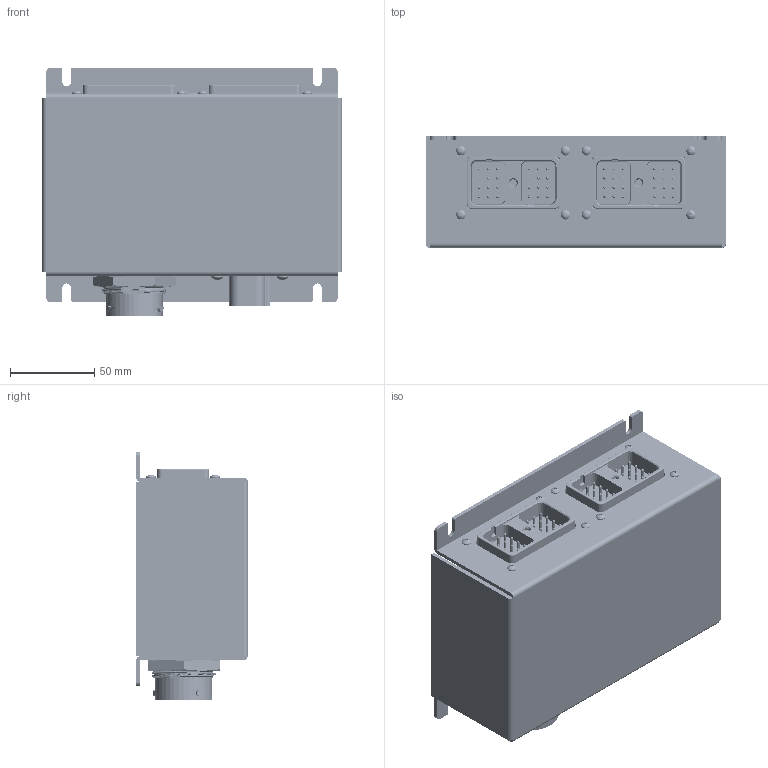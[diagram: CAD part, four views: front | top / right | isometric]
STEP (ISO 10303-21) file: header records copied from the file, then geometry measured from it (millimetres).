
FILE_DESCRIPTION (( 'STEP AP214' ), '1' );
FILE_NAME ('Valve Master.STEP', '2018-08-08T22:14:16', ( '' ), ( '' ), 'SwSTEP 2.0', 'SolidWorks 2014', '' );
FILE_SCHEMA (( 'AUTOMOTIVE_DESIGN' ));
Length unit declared in the file: inch
Products named in the file (14): Valve Master; 96001A264_18-8 SS TORX THREAD-FORMING SCREW FOR PLASTIC_96001A264; MirrorUser Library-TO220-7-1; c-dt04-6p-cl09-99-3d; 96001A206_18-8 SS TORX THREAD-FORMING SCREW FOR PLASTIC_96001A206; Part1^Valve Master; User Library-TO220-7-1; Part6^Valve Master; Part5^Valve Master; Part4^Valve Master; Assem2^Valve Master; c-2411-002-1805-99-3d; c-drc13-24pc-99-3d; c-hdp24-18-6pn-99-3d
Assembly tree (38 placements, depth 3):
  Valve Master
    Assem2^Valve Master
      c-hdp24-18-6pn-99-3d
      c-drc13-24pc-99-3d  x2
      c-2411-002-1805-99-3d
    Part4^Valve Master
    Part5^Valve Master
    Part6^Valve Master
    User Library-TO220-7-1  x12
    Part1^Valve Master
    96001A206_18-8 SS TORX THREAD-FORMING SCREW FOR PLASTIC_96001A206  x8
    c-dt04-6p-cl09-99-3d
    MirrorUser Library-TO220-7-1  x6
    96001A264_18-8 SS TORX THREAD-FORMING SCREW FOR PLASTIC_96001A264  x2
Bounding box: 177.8 x 66.19 x 147.32 mm (x, y, z)
Volume: 377762.2 mm3; surface area: 232226 mm2
Topology: 37 solids, 37 shells, 8862 faces, 23809 edges, 15492 vertices
Faces by surface type: plane 4800, cylinder 1996, bspline 1632, cone 278, torus 136, sphere 20
Entity records: 131573 total; most frequent: CARTESIAN_POINT 45324, ORIENTED_EDGE 15000, DIRECTION 12716, EDGE_CURVE 7500, VERTEX_POINT 4861, VECTOR 4498, LINE 4498, AXIS2_PLACEMENT_3D 4109
